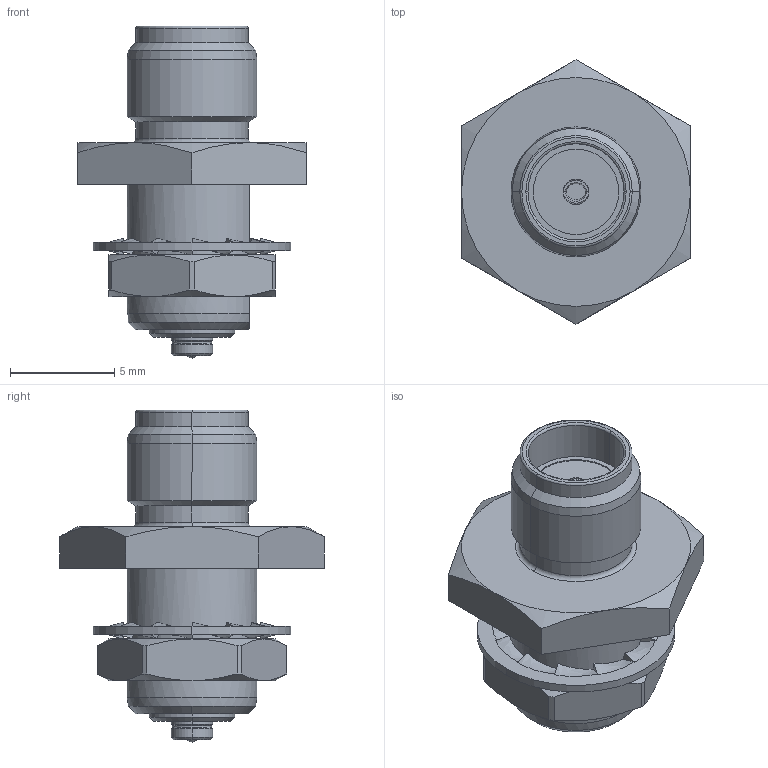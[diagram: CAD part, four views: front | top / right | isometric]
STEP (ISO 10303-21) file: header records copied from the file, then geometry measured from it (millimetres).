
FILE_DESCRIPTION (( 'STEP AP214' ), '1' );
FILE_NAME ('J01155A0111.STEP', '2014-07-29T07:34:34', ( '' ), ( '' ), 'SwSTEP 2.0', 'SolidWorks 2014', '' );
FILE_SCHEMA (( 'AUTOMOTIVE_DESIGN' ));
Length unit declared in the file: millimetre
Products named in the file (1): J01155A0111
Bounding box: 11 x 12.7 x 15.95 mm (x, y, z)
Volume: 574.8 mm3; surface area: 792.9 mm2
Topology: 2 solids, 2 shells, 192 faces, 472 edges, 293 vertices
Faces by surface type: plane 61, cylinder 44, cone 41, bspline 36, torus 8, sphere 2
Entity records: 8317 total; most frequent: CARTESIAN_POINT 1910, ORIENTED_EDGE 940, DIRECTION 814, EDGE_CURVE 470, AXIS2_PLACEMENT_3D 299, VERTEX_POINT 293, LINE 216, VECTOR 216
